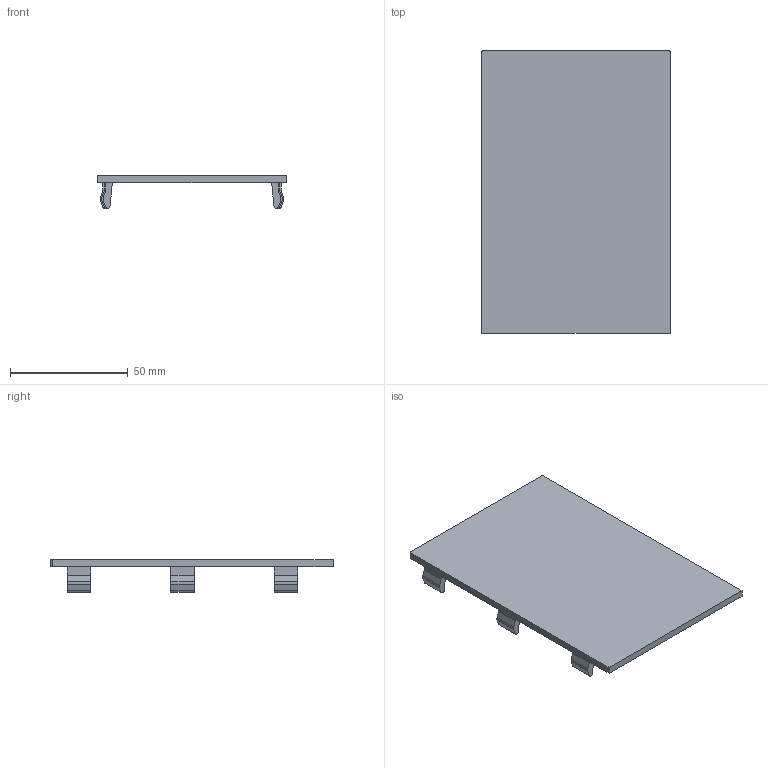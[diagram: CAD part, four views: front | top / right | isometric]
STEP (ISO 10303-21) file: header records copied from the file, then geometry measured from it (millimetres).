
FILE_DESCRIPTION (( 'STEP AP203' ), '1' );
FILE_NAME ('AL_0034-012-S-VA.STEP', '2019-01-22T09:16:39', ( '' ), ( '' ), 'SwSTEP 2.0', 'SolidWorks 2018', '' );
FILE_SCHEMA (( 'CONFIG_CONTROL_DESIGN' ));
Length unit declared in the file: millimetre
Products named in the file (1): AL_0034-012-S-VA
Bounding box: 80 x 120 x 14 mm (x, y, z)
Volume: 30578.4 mm3; surface area: 22226.1 mm2
Topology: 4 solids, 4 shells, 157 faces, 411 edges, 274 vertices
Faces by surface type: plane 92, bspline 51, cylinder 14
Entity records: 7238 total; most frequent: CARTESIAN_POINT 3614, ORIENTED_EDGE 822, DIRECTION 551, EDGE_CURVE 411, LINE 281, VECTOR 281, VERTEX_POINT 274, EDGE_LOOP 169
